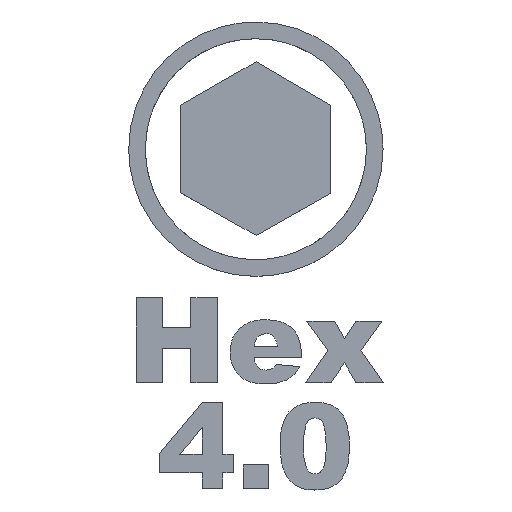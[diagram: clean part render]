
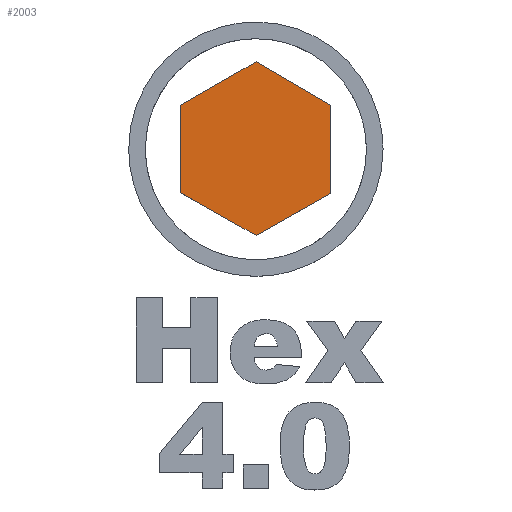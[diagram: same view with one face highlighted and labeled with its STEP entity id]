
A CAD part, top view. The second image highlights one B-rep face of the part: STEP entity #2003.
In plain terms, the highlighted planar face has unit normal (0, 0, 1).
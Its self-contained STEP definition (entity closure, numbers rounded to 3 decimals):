
#187=FACE_OUTER_BOUND('',#303,.T.);
#303=EDGE_LOOP('',(#1353,#1354,#1355,#1356,#1357,#1358));
#421=LINE('',#2548,#625);
#425=LINE('',#2556,#629);
#428=LINE('',#2562,#632);
#431=LINE('',#2568,#635);
#434=LINE('',#2574,#638);
#437=LINE('',#2579,#641);
#625=VECTOR('',#2206,10.);
#629=VECTOR('',#2212,10.);
#632=VECTOR('',#2217,10.);
#635=VECTOR('',#2222,10.);
#638=VECTOR('',#2227,10.);
#641=VECTOR('',#2232,10.);
#829=VERTEX_POINT('',#2546);
#830=VERTEX_POINT('',#2547);
#833=VERTEX_POINT('',#2555);
#835=VERTEX_POINT('',#2561);
#837=VERTEX_POINT('',#2567);
#839=VERTEX_POINT('',#2573);
#1029=EDGE_CURVE('',#829,#830,#421,.T.);
#1033=EDGE_CURVE('',#833,#829,#425,.T.);
#1036=EDGE_CURVE('',#835,#833,#428,.T.);
#1039=EDGE_CURVE('',#837,#835,#431,.T.);
#1042=EDGE_CURVE('',#839,#837,#434,.T.);
#1045=EDGE_CURVE('',#830,#839,#437,.T.);
#1353=ORIENTED_EDGE('',*,*,#1045,.F.);
#1354=ORIENTED_EDGE('',*,*,#1029,.F.);
#1355=ORIENTED_EDGE('',*,*,#1033,.F.);
#1356=ORIENTED_EDGE('',*,*,#1036,.F.);
#1357=ORIENTED_EDGE('',*,*,#1039,.F.);
#1358=ORIENTED_EDGE('',*,*,#1042,.F.);
#1935=PLANE('',#2140);
#2003=ADVANCED_FACE('',(#187),#1935,.T.);
#2140=AXIS2_PLACEMENT_3D('',#2581,#2234,#2235);
#2206=DIRECTION('',(-0.872,-0.489,0.));
#2212=DIRECTION('',(0.,-1.,0.));
#2217=DIRECTION('',(0.865,-0.502,0.));
#2222=DIRECTION('',(0.866,0.5,0.));
#2227=DIRECTION('',(0.,1.,0.));
#2232=DIRECTION('',(-0.87,0.494,0.));
#2234=DIRECTION('center_axis',(0.,0.,1.));
#2235=DIRECTION('ref_axis',(-1.,0.,0.));
#2546=CARTESIAN_POINT('',(13.552,-125.745,0.));
#2547=CARTESIAN_POINT('',(10.018,-127.728,0.));
#2548=CARTESIAN_POINT('',(13.552,-125.745,0.));
#2555=CARTESIAN_POINT('',(13.552,-121.588,0.));
#2556=CARTESIAN_POINT('',(13.552,-121.588,0.));
#2561=CARTESIAN_POINT('',(10.018,-119.539,0.));
#2562=CARTESIAN_POINT('',(10.018,-119.539,0.));
#2567=CARTESIAN_POINT('',(6.469,-121.588,0.));
#2568=CARTESIAN_POINT('',(6.469,-121.588,0.));
#2573=CARTESIAN_POINT('',(6.469,-125.714,0.));
#2574=CARTESIAN_POINT('',(6.469,-125.714,0.));
#2579=CARTESIAN_POINT('',(10.018,-127.728,0.));
#2581=CARTESIAN_POINT('Origin',(10.01,-123.634,0.));
